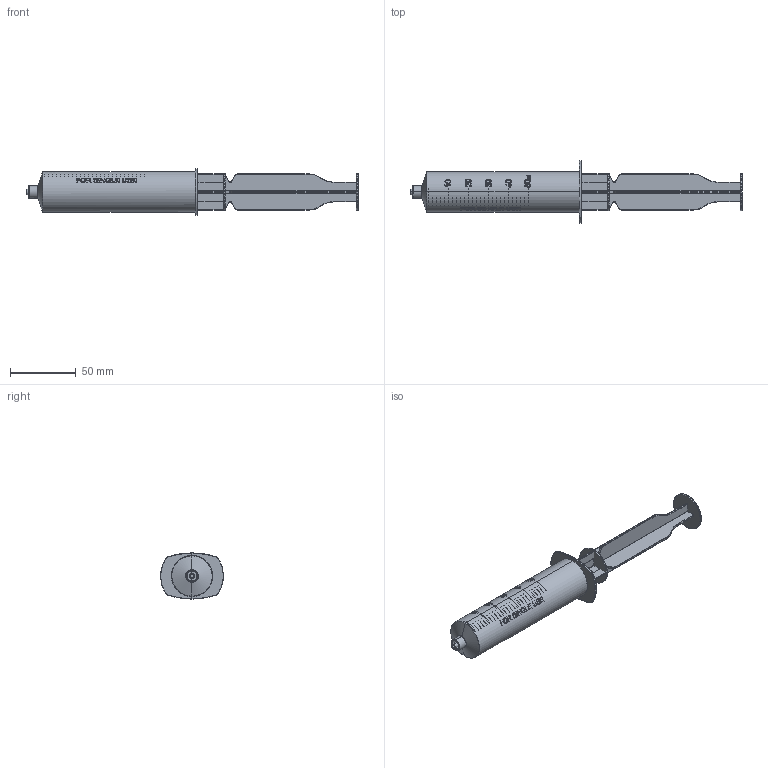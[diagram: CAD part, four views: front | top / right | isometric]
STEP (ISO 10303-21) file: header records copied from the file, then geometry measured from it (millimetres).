
FILE_DESCRIPTION(/* description */ (''),/* implementation_level */ '2;1');
FILE_NAME(/* name */ 'SYRING~1',/* time_stamp */ '2020-08-29T13:49:32+02:00',/* author */ (''),/* organization */ (''),/* preprocessor_version */ 'ST-DEVELOPER v15',/* originating_system */ '',/* authorisation */ '');
FILE_SCHEMA (('AUTOMOTIVE_DESIGN'));
Length unit declared in the file: millimetre
Products named in the file (1): Document
Bounding box: 253.37 x 47.97 x 35.17 mm (x, y, z)
Volume: 52437.2 mm3; surface area: 59880.2 mm2
Topology: 5 solids, 55 shells, 496 faces, 1257 edges, 816 vertices
Faces by surface type: bspline 472, plane 24
Entity records: 19932 total; most frequent: CARTESIAN_POINT 12984, ORIENTED_EDGE 2228, EDGE_CURVE 1248, VERTEX_POINT 814, EDGE_LOOP 508, ADVANCED_FACE 496, FACE_OUTER_BOUND 496, B_SPLINE_CURVE_WITH_KNOTS 380
